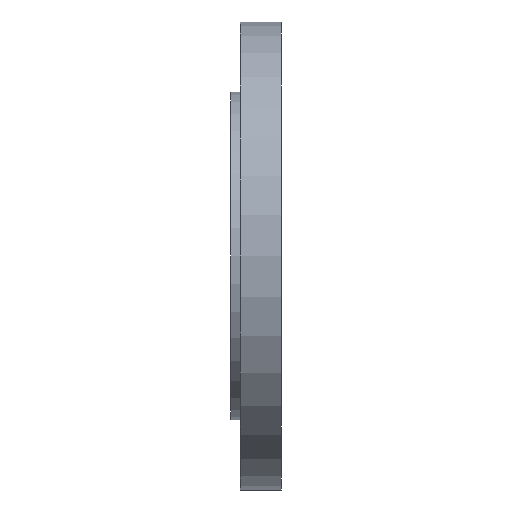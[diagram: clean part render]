
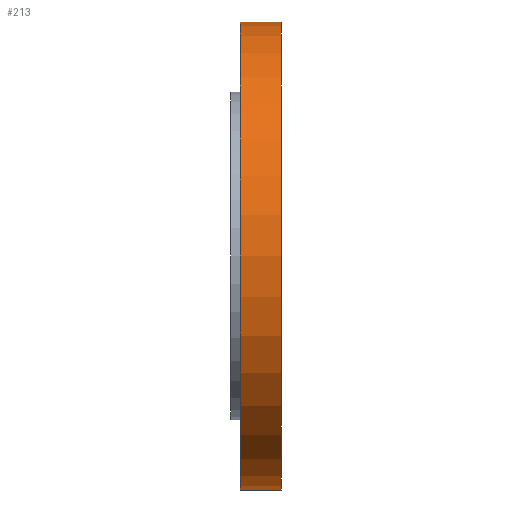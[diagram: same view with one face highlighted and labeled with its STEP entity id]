
A CAD part, left-side view. The second image highlights one B-rep face of the part: STEP entity #213.
In plain terms, the highlighted cylindrical face has radius 125 mm (diameter 250 mm), a partial arc.
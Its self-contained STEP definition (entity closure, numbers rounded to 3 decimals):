
#18 = DIRECTION ( 'NONE',  ( 0., 0., -1. ) ) ;
#20 = VERTEX_POINT ( 'NONE', #50 ) ;
#50 = CARTESIAN_POINT ( 'NONE',  ( 0., 22., 125. ) ) ;
#51 = CIRCLE ( 'NONE', #323, 125. ) ;
#102 = CARTESIAN_POINT ( 'NONE',  ( 0., 0., -125. ) ) ;
#123 = CARTESIAN_POINT ( 'NONE',  ( 0., 0., 125. ) ) ;
#132 = VERTEX_POINT ( 'NONE', #123 ) ;
#150 = EDGE_CURVE ( 'NONE', #20, #132, #345, .T. ) ;
#185 = EDGE_CURVE ( 'NONE', #708, #20, #293, .T. ) ;
#213 = ADVANCED_FACE ( 'NONE', ( #227 ), #654, .T. ) ;
#227 = FACE_OUTER_BOUND ( 'NONE', #636, .T. ) ;
#229 = EDGE_CURVE ( 'NONE', #708, #900, #451, .T. ) ;
#261 = AXIS2_PLACEMENT_3D ( 'NONE', #307, #725, #927 ) ;
#289 = ORIENTED_EDGE ( 'NONE', *, *, #185, .F. ) ;
#293 = CIRCLE ( 'NONE', #261, 125. ) ;
#307 = CARTESIAN_POINT ( 'NONE',  ( 0., 22., 0. ) ) ;
#323 = AXIS2_PLACEMENT_3D ( 'NONE', #611, #470, #682 ) ;
#345 = LINE ( 'NONE', #914, #594 ) ;
#360 = EDGE_CURVE ( 'NONE', #900, #132, #51, .T. ) ;
#368 = DIRECTION ( 'NONE',  ( 0., -1., 0. ) ) ;
#375 = CARTESIAN_POINT ( 'NONE',  ( 0., 22., 0. ) ) ;
#379 = ORIENTED_EDGE ( 'NONE', *, *, #360, .T. ) ;
#430 = CARTESIAN_POINT ( 'NONE',  ( 0., 22., -125. ) ) ;
#446 = VECTOR ( 'NONE', #863, 1000. ) ;
#451 = LINE ( 'NONE', #579, #446 ) ;
#470 = DIRECTION ( 'NONE',  ( 0., 1., 0. ) ) ;
#561 = DIRECTION ( 'NONE',  ( 0., -1., 0. ) ) ;
#568 = ORIENTED_EDGE ( 'NONE', *, *, #150, .F. ) ;
#577 = AXIS2_PLACEMENT_3D ( 'NONE', #375, #368, #18 ) ;
#579 = CARTESIAN_POINT ( 'NONE',  ( 0., 22., -125. ) ) ;
#594 = VECTOR ( 'NONE', #561, 1000. ) ;
#611 = CARTESIAN_POINT ( 'NONE',  ( 0., 0., 0. ) ) ;
#636 = EDGE_LOOP ( 'NONE', ( #568, #289, #920, #379 ) ) ;
#654 = CYLINDRICAL_SURFACE ( 'NONE', #577, 125. ) ;
#682 = DIRECTION ( 'NONE',  ( 0., 0., 1. ) ) ;
#708 = VERTEX_POINT ( 'NONE', #430 ) ;
#725 = DIRECTION ( 'NONE',  ( 0., 1., 0. ) ) ;
#863 = DIRECTION ( 'NONE',  ( 0., -1., 0. ) ) ;
#900 = VERTEX_POINT ( 'NONE', #102 ) ;
#914 = CARTESIAN_POINT ( 'NONE',  ( 0., 22., 125. ) ) ;
#920 = ORIENTED_EDGE ( 'NONE', *, *, #229, .T. ) ;
#927 = DIRECTION ( 'NONE',  ( 0., 0., 1. ) ) ;
